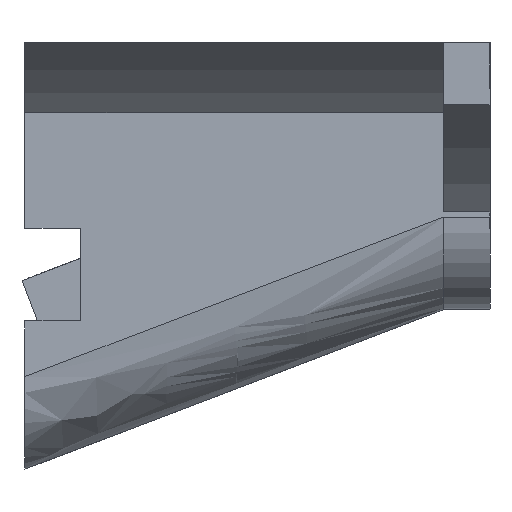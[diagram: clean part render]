
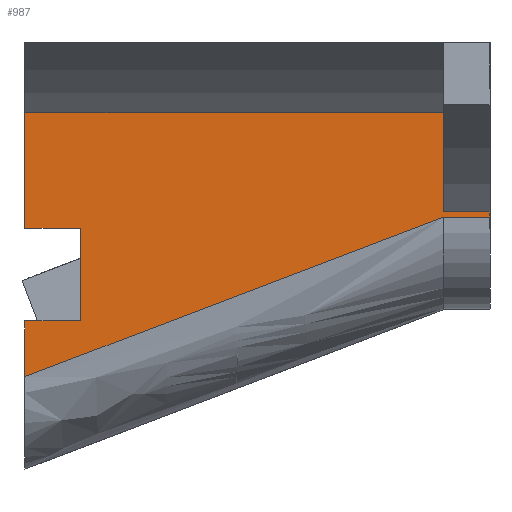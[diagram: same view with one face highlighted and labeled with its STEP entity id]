
A CAD part, left-side view. The second image highlights one B-rep face of the part: STEP entity #987.
In plain terms, the highlighted planar face has unit normal (-1, 0, 0).
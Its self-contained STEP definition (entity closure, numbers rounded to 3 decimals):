
#122=FACE_OUTER_BOUND('',#183,.T.);
#183=EDGE_LOOP('',(#813,#814,#815,#816,#817,#818,#819,#820,#821,#822,#823));
#229=LINE('',#1448,#330);
#231=LINE('',#1459,#332);
#234=LINE('',#1473,#335);
#271=LINE('',#1575,#372);
#274=LINE('',#1586,#375);
#280=LINE('',#1601,#381);
#281=LINE('',#1604,#382);
#284=LINE('',#1609,#385);
#290=LINE('',#1621,#391);
#291=LINE('',#1623,#392);
#292=LINE('',#1624,#393);
#330=VECTOR('',#1157,10.);
#332=VECTOR('',#1171,10.);
#335=VECTOR('',#1188,10.);
#372=VECTOR('',#1289,10.);
#375=VECTOR('',#1298,10.);
#381=VECTOR('',#1310,10.);
#382=VECTOR('',#1313,10.);
#385=VECTOR('',#1318,10.);
#391=VECTOR('',#1328,10.);
#392=VECTOR('',#1329,10.);
#393=VECTOR('',#1330,10.);
#430=VERTEX_POINT('',#1445);
#431=VERTEX_POINT('',#1447);
#434=VERTEX_POINT('',#1457);
#438=VERTEX_POINT('',#1471);
#471=VERTEX_POINT('',#1573);
#475=VERTEX_POINT('',#1583);
#476=VERTEX_POINT('',#1585);
#482=VERTEX_POINT('',#1599);
#483=VERTEX_POINT('',#1603);
#488=VERTEX_POINT('',#1620);
#489=VERTEX_POINT('',#1622);
#526=EDGE_CURVE('',#430,#431,#229,.T.);
#532=EDGE_CURVE('',#434,#430,#231,.T.);
#539=EDGE_CURVE('',#438,#434,#234,.T.);
#588=EDGE_CURVE('',#471,#438,#271,.T.);
#593=EDGE_CURVE('',#475,#476,#274,.T.);
#601=EDGE_CURVE('',#471,#482,#280,.T.);
#602=EDGE_CURVE('',#483,#476,#281,.T.);
#605=EDGE_CURVE('',#482,#483,#284,.T.);
#611=EDGE_CURVE('',#475,#488,#290,.T.);
#612=EDGE_CURVE('',#488,#489,#291,.T.);
#613=EDGE_CURVE('',#431,#489,#292,.T.);
#813=ORIENTED_EDGE('',*,*,#602,.T.);
#814=ORIENTED_EDGE('',*,*,#593,.F.);
#815=ORIENTED_EDGE('',*,*,#611,.T.);
#816=ORIENTED_EDGE('',*,*,#612,.T.);
#817=ORIENTED_EDGE('',*,*,#613,.F.);
#818=ORIENTED_EDGE('',*,*,#526,.F.);
#819=ORIENTED_EDGE('',*,*,#532,.F.);
#820=ORIENTED_EDGE('',*,*,#539,.F.);
#821=ORIENTED_EDGE('',*,*,#588,.F.);
#822=ORIENTED_EDGE('',*,*,#601,.T.);
#823=ORIENTED_EDGE('',*,*,#605,.T.);
#943=PLANE('',#1090);
#987=ADVANCED_FACE('',(#122),#943,.T.);
#1090=AXIS2_PLACEMENT_3D('',#1619,#1326,#1327);
#1157=DIRECTION('',(0.,-1.,0.));
#1171=DIRECTION('',(0.,0.,-1.));
#1188=DIRECTION('',(0.,-1.,0.));
#1289=DIRECTION('',(0.,0.,1.));
#1298=DIRECTION('',(0.,0.,1.));
#1310=DIRECTION('',(0.,-1.,0.));
#1313=DIRECTION('',(0.,1.,0.));
#1318=DIRECTION('',(0.,0.,-1.));
#1326=DIRECTION('center_axis',(-1.,0.,0.));
#1327=DIRECTION('ref_axis',(0.,0.,
-1.));
#1328=DIRECTION('',(0.,-0.934,0.356));
#1329=DIRECTION('',(0.,-1.,0.));
#1330=DIRECTION('',(0.,0.,-1.));
#1445=CARTESIAN_POINT('',(-44.,10.,-127.628));
#1447=CARTESIAN_POINT('',(-44.,0.,-127.628));
#1448=CARTESIAN_POINT('',(-44.,5.,-127.628));
#1457=CARTESIAN_POINT('',(-44.,10.,-106.25));
#1459=CARTESIAN_POINT('',(-44.,10.,-53.125));
#1471=CARTESIAN_POINT('',(-44.,100.5,-106.25));
#1473=CARTESIAN_POINT('',(-44.,55.25,-106.25));
#1573=CARTESIAN_POINT('',(-44.,100.5,-131.23));
#1575=CARTESIAN_POINT('',(-44.,100.5,-163.29));
#1583=CARTESIAN_POINT('',(-44.,100.5,-163.29));
#1585=CARTESIAN_POINT('',(-44.,100.5,-151.23));
#1586=CARTESIAN_POINT('',(-44.,100.5,-163.29));
#1599=CARTESIAN_POINT('',(-44.,88.5,-131.23));
#1601=CARTESIAN_POINT('',(-44.,100.5,-131.23));
#1603=CARTESIAN_POINT('',(-44.,88.5,-151.23));
#1604=CARTESIAN_POINT('',(-44.,100.5,-151.23));
#1609=CARTESIAN_POINT('',(-44.,88.5,-123.74));
#1619=CARTESIAN_POINT('Origin',(-44.,100.5,-106.25));
#1620=CARTESIAN_POINT('',(-44.,10.,-128.804));
#1621=CARTESIAN_POINT('',(-44.,100.5,-163.29));
#1622=CARTESIAN_POINT('',(-44.,0.,-128.804));
#1623=CARTESIAN_POINT('',(-44.,10.,-128.804));
#1624=CARTESIAN_POINT('',(-44.,0.,-128.804));
